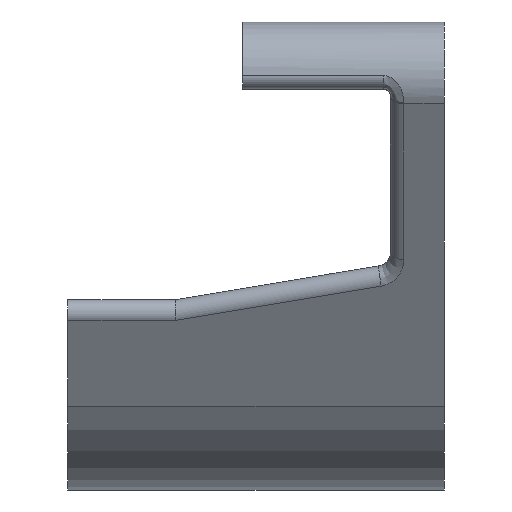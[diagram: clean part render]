
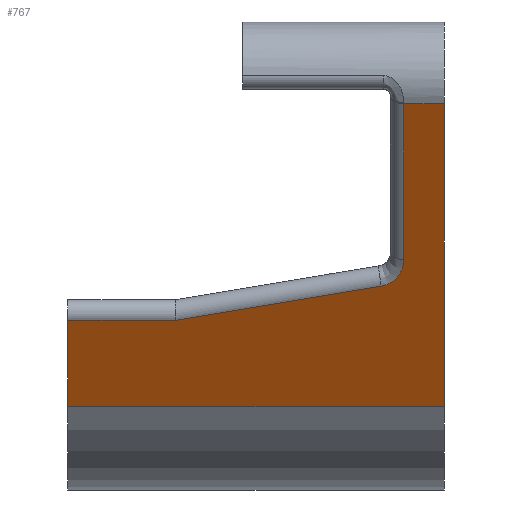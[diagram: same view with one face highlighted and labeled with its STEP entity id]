
A CAD part, front view. The second image highlights one B-rep face of the part: STEP entity #767.
In plain terms, the highlighted planar face has unit normal (0, -0.854, -0.521).
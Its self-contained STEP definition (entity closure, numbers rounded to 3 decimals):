
#92=FACE_OUTER_BOUND('',#138,.T.);
#138=EDGE_LOOP('',(#514,#515,#516,#517,#518,#519,#520,#521));
#186=ELLIPSE('',#828,2.343,2.);
#194=LINE('',#1161,#258);
#195=LINE('',#1163,#259);
#196=LINE('',#1165,#260);
#197=LINE('',#1167,#261);
#198=LINE('',#1171,#262);
#199=LINE('',#1173,#263);
#200=LINE('',#1174,#264);
#258=VECTOR('',#919,10.);
#259=VECTOR('',#920,10.);
#260=VECTOR('',#921,10.);
#261=VECTOR('',#922,10.);
#262=VECTOR('',#925,10.);
#263=VECTOR('',#926,10.);
#264=VECTOR('',#927,10.);
#322=VERTEX_POINT('',#1159);
#323=VERTEX_POINT('',#1160);
#324=VERTEX_POINT('',#1162);
#325=VERTEX_POINT('',#1164);
#326=VERTEX_POINT('',#1166);
#327=VERTEX_POINT('',#1168);
#328=VERTEX_POINT('',#1170);
#329=VERTEX_POINT('',#1172);
#396=EDGE_CURVE('',#322,#323,#194,.T.);
#397=EDGE_CURVE('',#324,#322,#195,.F.);
#398=EDGE_CURVE('',#325,#324,#196,.T.);
#399=EDGE_CURVE('',#326,#325,#197,.T.);
#400=EDGE_CURVE('',#327,#326,#186,.T.);
#401=EDGE_CURVE('',#328,#327,#198,.T.);
#402=EDGE_CURVE('',#328,#329,#199,.T.);
#403=EDGE_CURVE('',#323,#329,#200,.T.);
#514=ORIENTED_EDGE('',*,*,#396,.F.);
#515=ORIENTED_EDGE('',*,*,#397,.F.);
#516=ORIENTED_EDGE('',*,*,#398,.F.);
#517=ORIENTED_EDGE('',*,*,#399,.F.);
#518=ORIENTED_EDGE('',*,*,#400,.F.);
#519=ORIENTED_EDGE('',*,*,#401,.F.);
#520=ORIENTED_EDGE('',*,*,#402,.T.);
#521=ORIENTED_EDGE('',*,*,#403,.F.);
#750=PLANE('',#827);
#767=ADVANCED_FACE('',(#92),#750,.T.);
#827=AXIS2_PLACEMENT_3D('',#1158,#917,#918);
#828=AXIS2_PLACEMENT_3D('',#1169,#923,#924);
#917=DIRECTION('center_axis',(0.,-0.854,-0.521));
#918=DIRECTION('ref_axis',(0.,0.521,-0.854));
#919=DIRECTION('',(-1.,0.,0.));
#920=DIRECTION('',(0.,-0.521,0.854));
#921=DIRECTION('',(1.,0.,0.));
#922=DIRECTION('',(0.,-0.521,0.854));
#923=DIRECTION('center_axis',(0.,-0.854,-0.521));
#924=DIRECTION('ref_axis',(0.,0.521,-0.854));
#925=DIRECTION('',(0.981,-0.1,0.164));
#926=DIRECTION('',(-1.,0.,0.));
#927=DIRECTION('',(0.,-0.521,0.854));
#1158=CARTESIAN_POINT('Origin',(117.5,6.33,16.312));
#1159=CARTESIAN_POINT('',(121.5,20.916,-7.592));
#1160=CARTESIAN_POINT('',(93.5,20.916,-7.592));
#1161=CARTESIAN_POINT('',(117.5,20.916,-7.592));
#1162=CARTESIAN_POINT('',(121.5,7.182,14.917));
#1163=CARTESIAN_POINT('',(121.5,12.051,6.936));
#1164=CARTESIAN_POINT('',(118.5,7.182,14.917));
#1165=CARTESIAN_POINT('',(117.5,7.182,14.917));
#1166=CARTESIAN_POINT('',(118.5,14.254,3.326));
#1167=CARTESIAN_POINT('',(118.5,12.051,6.936));
#1168=CARTESIAN_POINT('',(116.829,15.458,1.353));
#1169=CARTESIAN_POINT('Origin',(116.5,14.254,3.326));
#1170=CARTESIAN_POINT('',(101.5,17.017,-1.201));
#1171=CARTESIAN_POINT('',(113.366,15.81,0.776));
#1172=CARTESIAN_POINT('',(93.5,17.017,-1.201));
#1173=CARTESIAN_POINT('',(101.5,17.017,-1.201));
#1174=CARTESIAN_POINT('',(93.5,12.643,5.967));
